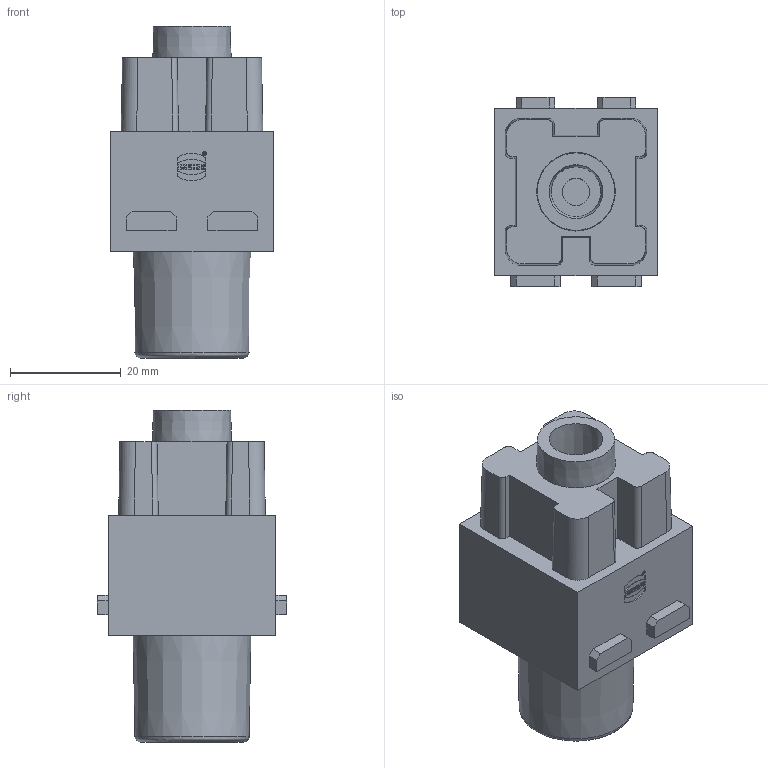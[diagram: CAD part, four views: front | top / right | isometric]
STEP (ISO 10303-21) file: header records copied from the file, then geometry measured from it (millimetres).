
FILE_DESCRIPTION(/* description */ (''),/* implementation_level */ '2;1');
FILE_NAME(/* name */ '100175634ugm000_d.stp',/* time_stamp */ '2019-03-26T14:05:37+01:00',/* author */ (''),/* organization */ (''),/* preprocessor_version */ 'ST-DEVELOPER v16.7',/* originating_system */ 'SIEMENS PLM Software NX 12.0',/* authorisation */ '');
FILE_SCHEMA (('AUTOMOTIVE_DESIGN { 1 0 10303 214 3 1 1 1 }'));
Length unit declared in the file: millimetre
Products named in the file (1): 100175634ugm000_d
Bounding box: 29.35 x 34.2 x 60 mm (x, y, z)
Volume: 29553.3 mm3; surface area: 9798.8 mm2
Topology: 1 solids, 1 shells, 194 faces, 580 edges, 500 vertices
Faces by surface type: plane 150, cylinder 30, cone 8, bspline 2, torus 2, extrusion 2
Full cylindrical faces by diameter (mm): 0.569 x1, 0.673 x1, 5 x1, 9.2 x1, 10 x1, 11 x2, 12 x1, 15.5 x1, 16 x1
Entity records: 7309 total; most frequent: CARTESIAN_POINT 1319, DIRECTION 982, ORIENTED_EDGE 924, VECTOR 464, EDGE_CURVE 462, LINE 462, VERTEX_POINT 319, AXIS2_PLACEMENT_3D 259
